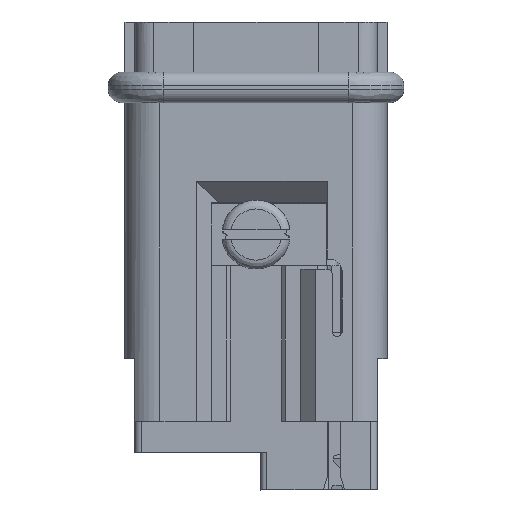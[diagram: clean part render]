
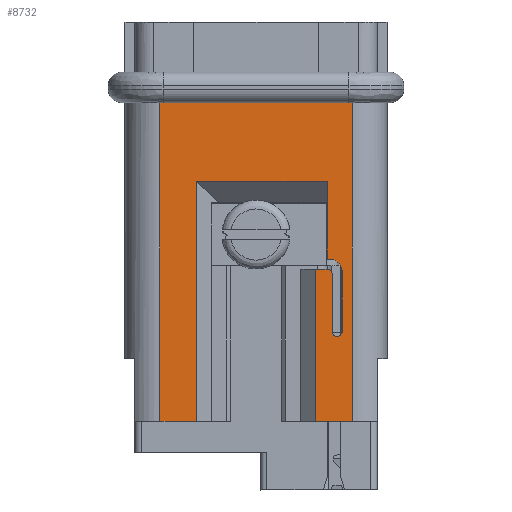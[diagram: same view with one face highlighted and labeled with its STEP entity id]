
A CAD part, left-side view. The second image highlights one B-rep face of the part: STEP entity #8732.
In plain terms, the highlighted planar face has unit normal (-1, 0, 0).
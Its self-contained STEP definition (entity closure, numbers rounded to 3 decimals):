
#7689=FACE_OUTER_BOUND('',#10787,.T.);
#8732=ADVANCED_FACE('',(#7689),#9615,.T.);
#9615=PLANE('',#30820);
#10787=EDGE_LOOP('',(#14703,#14704,#14705,#14706,#14707,#14708,#14709,#14710,
#14711,#14712,#14713,#14714,#14715,#14716,#14717,#14718,#14719,#14720));
#14703=ORIENTED_EDGE('',*,*,#20466,.F.);
#14704=ORIENTED_EDGE('',*,*,#21326,.T.);
#14705=ORIENTED_EDGE('',*,*,#21231,.T.);
#14706=ORIENTED_EDGE('',*,*,#21222,.T.);
#14707=ORIENTED_EDGE('',*,*,#21220,.T.);
#14708=ORIENTED_EDGE('',*,*,#21215,.T.);
#14709=ORIENTED_EDGE('',*,*,#21214,.T.);
#14710=ORIENTED_EDGE('',*,*,#21211,.T.);
#14711=ORIENTED_EDGE('',*,*,#21209,.T.);
#14712=ORIENTED_EDGE('',*,*,#21207,.T.);
#14713=ORIENTED_EDGE('',*,*,#21205,.T.);
#14714=ORIENTED_EDGE('',*,*,#21203,.T.);
#14715=ORIENTED_EDGE('',*,*,#21201,.T.);
#14716=ORIENTED_EDGE('',*,*,#21199,.T.);
#14717=ORIENTED_EDGE('',*,*,#21197,.T.);
#14718=ORIENTED_EDGE('',*,*,#21327,.F.);
#14719=ORIENTED_EDGE('',*,*,#20467,.F.);
#14720=ORIENTED_EDGE('',*,*,#20448,.F.);
#18181=VERTEX_POINT('',#40397);
#18182=VERTEX_POINT('',#40399);
#18194=VERTEX_POINT('',#40470);
#18195=VERTEX_POINT('',#40488);
#18652=VERTEX_POINT('',#42603);
#18653=VERTEX_POINT('',#42605);
#18654=VERTEX_POINT('',#42609);
#18655=VERTEX_POINT('',#42613);
#18656=VERTEX_POINT('',#42617);
#18657=VERTEX_POINT('',#42621);
#18658=VERTEX_POINT('',#42625);
#18659=VERTEX_POINT('',#42629);
#18660=VERTEX_POINT('',#42633);
#18661=VERTEX_POINT('',#42637);
#18662=VERTEX_POINT('',#42641);
#18664=VERTEX_POINT('',#42647);
#18666=VERTEX_POINT('',#42654);
#18673=VERTEX_POINT('',#42672);
#20448=EDGE_CURVE('',#18181,#18182,#24916,.T.);
#20466=EDGE_CURVE('',#18194,#18181,#22743,.T.);
#20467=EDGE_CURVE('',#18182,#18195,#22744,.T.);
#21197=EDGE_CURVE('',#18653,#18652,#25381,.T.);
#21199=EDGE_CURVE('',#18654,#18653,#25383,.T.);
#21201=EDGE_CURVE('',#18655,#18654,#25385,.T.);
#21203=EDGE_CURVE('',#18656,#18655,#23431,.T.);
#21205=EDGE_CURVE('',#18657,#18656,#25388,.T.);
#21207=EDGE_CURVE('',#18658,#18657,#23432,.T.);
#21209=EDGE_CURVE('',#18659,#18658,#25391,.T.);
#21211=EDGE_CURVE('',#18660,#18659,#23433,.T.);
#21214=EDGE_CURVE('',#18661,#18660,#25395,.T.);
#21215=EDGE_CURVE('',#18662,#18661,#25396,.T.);
#21220=EDGE_CURVE('',#18664,#18662,#25401,.T.);
#21222=EDGE_CURVE('',#18666,#18664,#25403,.T.);
#21231=EDGE_CURVE('',#18673,#18666,#25410,.T.);
#21326=EDGE_CURVE('',#18194,#18673,#25488,.T.);
#21327=EDGE_CURVE('',#18195,#18652,#25489,.T.);
#22743=B_SPLINE_CURVE_WITH_KNOTS('',3,(#40471,#40472,#40473,#40474),
 .UNSPECIFIED.,.F.,.F.,(4,4),(0.,1.),.UNSPECIFIED.);
#22744=B_SPLINE_CURVE_WITH_KNOTS('',3,(#40484,#40485,#40486,#40487),
 .UNSPECIFIED.,.F.,.F.,(4,4),(0.,1.),.UNSPECIFIED.);
#23431=CIRCLE('',#30764,0.4);
#23432=CIRCLE('',#30767,0.4);
#23433=CIRCLE('',#30770,1.);
#24916=LINE('',#40398,#27011);
#25381=LINE('',#42604,#27476);
#25383=LINE('',#42608,#27478);
#25385=LINE('',#42612,#27480);
#25388=LINE('',#42620,#27483);
#25391=LINE('',#42628,#27486);
#25395=LINE('',#42638,#27490);
#25396=LINE('',#42640,#27491);
#25401=LINE('',#42650,#27496);
#25403=LINE('',#42653,#27498);
#25410=LINE('',#42671,#27505);
#25488=LINE('',#42861,#27583);
#25489=LINE('',#42863,#27584);
#27011=VECTOR('',#33212,1.);
#27476=VECTOR('',#34505,1.);
#27478=VECTOR('',#34509,1.);
#27480=VECTOR('',#34513,1.);
#27483=VECTOR('',#34522,1.);
#27486=VECTOR('',#34531,1.);
#27490=VECTOR('',#34541,1.);
#27491=VECTOR('',#34544,1.);
#27496=VECTOR('',#34551,1.);
#27498=VECTOR('',#34555,1.);
#27505=VECTOR('',#34570,1.);
#27583=VECTOR('',#34728,1.);
#27584=VECTOR('',#34731,1.);
#30764=AXIS2_PLACEMENT_3D('',#42616,#34517,#34518);
#30767=AXIS2_PLACEMENT_3D('',#42624,#34526,#34527);
#30770=AXIS2_PLACEMENT_3D('',#42632,#34535,#34536);
#30820=AXIS2_PLACEMENT_3D('',#42864,#34732,#34733);
#33212=DIRECTION('',(0.,-1.,0.));
#34505=DIRECTION('',(0.,-1.,0.));
#34509=DIRECTION('',(0.,0.,-1.));
#34513=DIRECTION('',(0.,1.,0.));
#34517=DIRECTION('',(-1.,0.,0.));
#34518=DIRECTION('',(0.,1.,0.));
#34522=DIRECTION('',(0.,0.,1.));
#34526=DIRECTION('',(1.,0.,0.));
#34527=DIRECTION('',(0.,1.,0.));
#34531=DIRECTION('',(0.,0.,-1.));
#34535=DIRECTION('',(1.,0.,0.));
#34536=DIRECTION('',(0.,1.,0.));
#34541=DIRECTION('',(0.,-1.,0.));
#34544=DIRECTION('',(0.,0.,-1.));
#34551=DIRECTION('',(0.,-1.,0.));
#34555=DIRECTION('',(0.,0.,1.));
#34570=DIRECTION('',(0.,-1.,0.));
#34728=DIRECTION('',(0.,0.,-1.));
#34731=DIRECTION('',(0.,0.,-1.));
#34732=DIRECTION('',(-1.,0.,0.));
#34733=DIRECTION('',(0.,-1.,0.));
#40397=CARTESIAN_POINT('',(-10.5,7.45,10.566));
#40398=CARTESIAN_POINT('',(-10.5,0.,10.566));
#40399=CARTESIAN_POINT('',(-10.5,-7.45,10.566));
#40470=CARTESIAN_POINT('',(-10.5,7.7,10.564));
#40471=CARTESIAN_POINT('',(-10.5,7.7,10.564));
#40472=CARTESIAN_POINT('',(-10.5,7.617,10.565));
#40473=CARTESIAN_POINT('',(-10.5,7.533,10.566));
#40474=CARTESIAN_POINT('',(-10.5,7.45,10.566));
#40484=CARTESIAN_POINT('',(-10.5,-7.45,10.566));
#40485=CARTESIAN_POINT('',(-10.5,-7.533,10.566));
#40486=CARTESIAN_POINT('',(-10.5,-7.617,10.565));
#40487=CARTESIAN_POINT('',(-10.5,-7.7,10.564));
#40488=CARTESIAN_POINT('',(-10.5,-7.7,10.564));
#42603=CARTESIAN_POINT('',(-10.5,-7.7,-14.97));
#42604=CARTESIAN_POINT('',(-10.5,-4.75,-14.97));
#42605=CARTESIAN_POINT('',(-10.5,-4.75,-14.97));
#42608=CARTESIAN_POINT('',(-10.5,-4.75,-2.77));
#42609=CARTESIAN_POINT('',(-10.5,-4.75,-2.77));
#42612=CARTESIAN_POINT('',(-10.5,-5.7,-2.77));
#42613=CARTESIAN_POINT('',(-10.5,-5.7,-2.77));
#42616=CARTESIAN_POINT('',(-10.5,-5.7,-3.17));
#42617=CARTESIAN_POINT('',(-10.5,-6.1,-3.17));
#42620=CARTESIAN_POINT('',(-10.5,-6.1,-7.77));
#42621=CARTESIAN_POINT('',(-10.5,-6.1,-7.77));
#42624=CARTESIAN_POINT('',(-10.5,-6.5,-7.77));
#42625=CARTESIAN_POINT('',(-10.5,-6.9,-7.77));
#42628=CARTESIAN_POINT('',(-10.5,-6.9,-2.97));
#42629=CARTESIAN_POINT('',(-10.5,-6.9,-2.97));
#42632=CARTESIAN_POINT('',(-10.5,-5.9,-2.97));
#42633=CARTESIAN_POINT('',(-10.5,-5.9,-1.97));
#42637=CARTESIAN_POINT('',(-10.5,-5.7,-1.97));
#42638=CARTESIAN_POINT('',(-10.5,-3.75,-1.97));
#42640=CARTESIAN_POINT('',(-10.5,-5.7,4.28));
#42641=CARTESIAN_POINT('',(-10.5,-5.7,4.28));
#42647=CARTESIAN_POINT('',(-10.5,4.75,4.28));
#42650=CARTESIAN_POINT('',(-10.5,4.75,4.28));
#42653=CARTESIAN_POINT('',(-10.5,4.75,-14.97));
#42654=CARTESIAN_POINT('',(-10.5,4.75,-14.97));
#42671=CARTESIAN_POINT('',(-10.5,7.7,-14.97));
#42672=CARTESIAN_POINT('',(-10.5,7.7,-14.97));
#42861=CARTESIAN_POINT('',(-10.5,7.7,11.03));
#42863=CARTESIAN_POINT('',(-10.5,-7.7,11.03));
#42864=CARTESIAN_POINT('',(-10.5,7.9,-16.01));
